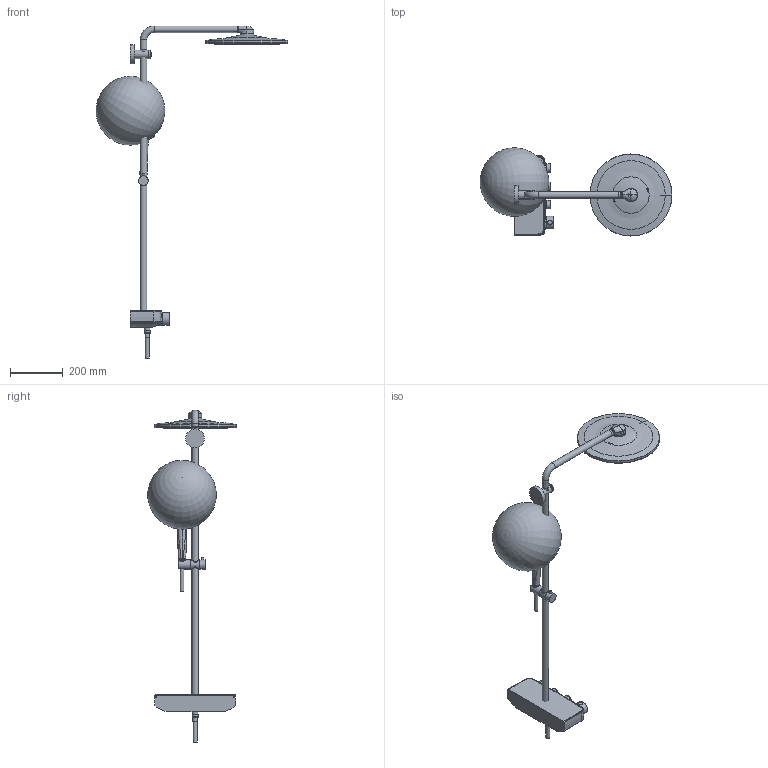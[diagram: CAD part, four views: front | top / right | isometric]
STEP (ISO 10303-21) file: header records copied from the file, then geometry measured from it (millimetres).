
FILE_DESCRIPTION(/* description */ ('Unknown'),/* implementation_level */ '2;1');
FILE_NAME(/* name */ '26507000',/* time_stamp */ '2022-08-26T11:16:23+02:00',/* author */ ('Unknown'),/* organization */ ('GROHE AG'),/* preprocessor_version */ 'ST-DEVELOPER v16.7',/* originating_system */ 'DEX',/* authorisation */ $);
FILE_SCHEMA (('AUTOMOTIVE_DESIGN {1 0 10303 214 3 1 1}'));
Products named in the file (29): 26507000; 26507000_0; 26507000_1; 26507000_2; 26507000_3; 20170731_UPDATED TRAY_DRAFT ANGLE_+1mm; 1; 26507000_4; 26507000_5; 26507000_6; 26507000_7; 26507000_8; 26507000_9; 26507000_10; 26507000_11; 26507000_12; 26507000_13; 26507000_14; 26507000_15; 26507000_16; A4293191_G4_SMART CONTROL_MULTIJETS_CONNECTOR; 26507000_17; 26507000_18; face1; 071108_Family_HSH_FaceEco_E_Lob; 26507000_19; g0182DEC7767ozti; 26507000_20
Assembly tree (28 placements, depth 2):
  26507000
    26507000
    26507000_0
    26507000_1
    26507000_2
    26507000_3
    20170731_UPDATED TRAY_DRAFT ANGLE_+1mm
    1
    26507000_4
    26507000_5
    26507000_6
    26507000_7
    26507000_8
    26507000_9
    26507000_10
    26507000_11
    26507000_12
    26507000_13
    26507000_14
    26507000_15
    26507000_16
    A4293191_G4_SMART CONTROL_MULTIJETS_CONNECTOR
    26507000_17
    26507000_18
    face1
    071108_Family_HSH_FaceEco_E_Lob
    26507000_19
    g0182DEC7767ozti
    26507000_20
Bounding box: 725.17 x 333.22 x 1254.25 mm (x, y, z)
Volume: 14082087.2 mm3; surface area: 1044178.8 mm2
Topology: 28 solids, 29 shells, 1594 faces, 4089 edges, 2705 vertices
Faces by surface type: plane 729, bspline 356, cylinder 291, torus 177, cone 38, sphere 3
Full cylindrical faces by diameter (mm): 3.242 x6, 4.049 x112, 4.134 x1, 6.2 x1, 9 x1, 9.5 x1, 12.8 x2, 13.4 x1, 14 x1, 15 x1, 16 x5, 16.8 x1, 18 x1, 18.2 x2, 18.4 x2, 19 x3, 19.7 x1, 19.9 x1, 20.2 x1, 20.4 x2, 20.6 x1, 20.955 x1, 20.96 x1, 22.1 x1, 23 x2, 23.5 x2, 24.7 x3, 27.7 x2, 31.2 x1, 31.3 x1
Entity records: 90581 total; most frequent: CARTESIAN_POINT 55269, ORIENTED_EDGE 6782, DIRECTION 4021, EDGE_CURVE 3391, VERTEX_POINT 2406, B_SPLINE_CURVE_WITH_KNOTS 2273, FACE_BOUND 2163, EDGE_LOOP 2158
